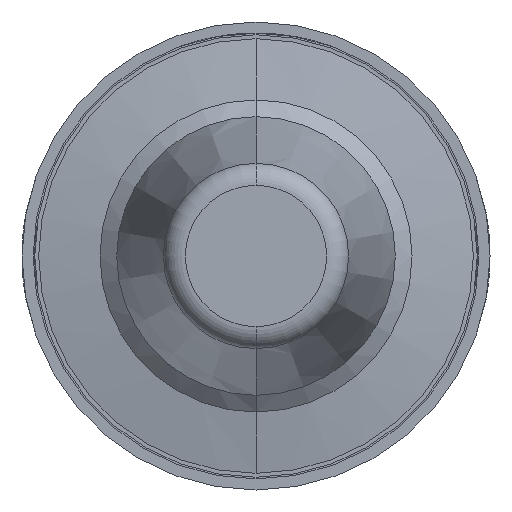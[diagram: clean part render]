
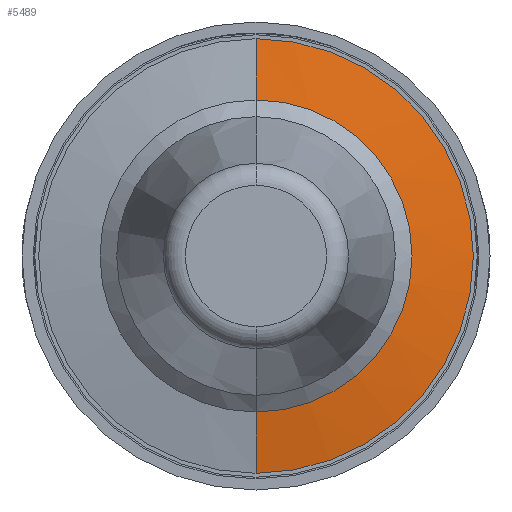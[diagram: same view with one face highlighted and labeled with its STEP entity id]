
A CAD part, front view. The second image highlights one B-rep face of the part: STEP entity #5489.
In plain terms, the highlighted conical face has half-angle 80.134 degrees and reference radius 0.8 mm.
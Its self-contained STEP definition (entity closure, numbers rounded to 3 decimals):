
#227 = CARTESIAN_POINT ( 'NONE',  ( 0., -29.886, 0.883 ) ) ;
#345 = VECTOR ( 'NONE', #2006, 1000. ) ;
#543 = CARTESIAN_POINT ( 'NONE',  ( 0., -29.9, -0.8 ) ) ;
#735 = CIRCLE ( 'NONE', #2755, 1.95 ) ;
#763 = DIRECTION ( 'NONE',  ( 0., 0., 1. ) ) ;
#784 = AXIS2_PLACEMENT_3D ( 'NONE', #3361, #1204, #763 ) ;
#1204 = DIRECTION ( 'NONE',  ( 0., 1., 0. ) ) ;
#1364 = EDGE_CURVE ( 'NONE', #2235, #4253, #1489, .T. ) ;
#1489 = LINE ( 'NONE', #4602, #345 ) ;
#1781 = EDGE_CURVE ( 'Defeature ausgef�hrt1_20+Defeature ausgef�hrt1_24+Defeature ausgef�hrt1_24+Defeature ausgef�hrt1_24', #2235, #4976, #2976, .T. ) ;
#1833 = CARTESIAN_POINT ( 'NONE',  ( 0., -29.886, 0. ) ) ;
#1940 = LINE ( 'NONE', #543, #4236 ) ;
#2006 = DIRECTION ( 'NONE',  ( 0., 0.171, 0.985 ) ) ;
#2017 = EDGE_LOOP ( 'NONE', ( #5439, #2838, #5230, #2778 ) ) ;
#2188 = CARTESIAN_POINT ( 'NONE',  ( 0., -29.7, 1.95 ) ) ;
#2235 = VERTEX_POINT ( 'NONE', #227 ) ;
#2265 = VERTEX_POINT ( 'NONE', #2797 ) ;
#2295 = CARTESIAN_POINT ( 'NONE',  ( 0., -29.7, 0. ) ) ;
#2312 = DIRECTION ( 'NONE',  ( 0., 1., 0. ) ) ;
#2698 = DIRECTION ( 'NONE',  ( 0., 0.171, -0.985 ) ) ;
#2724 = DIRECTION ( 'NONE',  ( 0., 0., 1. ) ) ;
#2755 = AXIS2_PLACEMENT_3D ( 'NONE', #2295, #5315, #3206 ) ;
#2778 = ORIENTED_EDGE ( 'NONE', *, *, #1364, .F. ) ;
#2797 = CARTESIAN_POINT ( 'NONE',  ( 0., -29.7, -1.95 ) ) ;
#2838 = ORIENTED_EDGE ( 'NONE', *, *, #4835, .T. ) ;
#2976 = CIRCLE ( 'NONE', #5545, 0.883 ) ;
#3154 = EDGE_CURVE ( 'Defeature ausgef�hrt1_21+Defeature ausgef�hrt1_20+Defeature ausgef�hrt1_20+Defeature ausgef�hrt1_20', #4253, #2265, #735, .T. ) ;
#3206 = DIRECTION ( 'NONE',  ( 0., 0., 1. ) ) ;
#3361 = CARTESIAN_POINT ( 'NONE',  ( 0., -29.9, 0. ) ) ;
#3795 = CARTESIAN_POINT ( 'NONE',  ( 0., -29.886, -0.883 ) ) ;
#4236 = VECTOR ( 'NONE', #2698, 1000. ) ;
#4253 = VERTEX_POINT ( 'NONE', #2188 ) ;
#4439 = FACE_OUTER_BOUND ( 'NONE', #2017, .T. ) ;
#4602 = CARTESIAN_POINT ( 'NONE',  ( 0., -29.9, 0.8 ) ) ;
#4835 = EDGE_CURVE ( 'NONE', #4976, #2265, #1940, .T. ) ;
#4976 = VERTEX_POINT ( 'NONE', #3795 ) ;
#5230 = ORIENTED_EDGE ( 'NONE', *, *, #3154, .F. ) ;
#5315 = DIRECTION ( 'NONE',  ( 0., 1., 0. ) ) ;
#5439 = ORIENTED_EDGE ( 'NONE', *, *, #1781, .T. ) ;
#5489 = ADVANCED_FACE ( 'Defeature ausgef�hrt1_20', ( #4439 ), #5591, .T. ) ;
#5545 = AXIS2_PLACEMENT_3D ( 'NONE', #1833, #2312, #2724 ) ;
#5591 = CONICAL_SURFACE ( 'NONE', #784, 0.8, 1.399 ) ;
